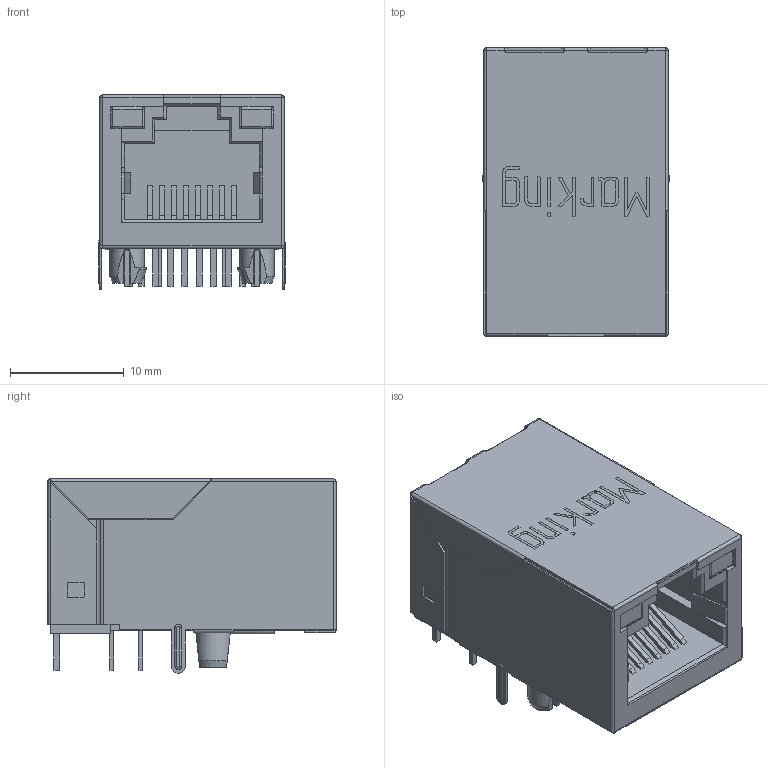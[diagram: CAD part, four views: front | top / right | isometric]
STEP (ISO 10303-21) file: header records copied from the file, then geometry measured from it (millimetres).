
FILE_DESCRIPTION(/* description */ ('Unknown'),/* implementation_level */ '2;1');
FILE_NAME(/* name */ 'T_Wurth_WE-RJ45LAN_7499110124',/* time_stamp */ '2025-08-21T14:57:26+08:00',/* author */ ('Unknown'),/* organization */ ('Unknown'),/* preprocessor_version */ 'ST-DEVELOPER v19.4',/* originating_system */ 'Solid Edge',/* authorisation */ 'Unknown');
FILE_SCHEMA (('AUTOMOTIVE_DESIGN {1 0 10303 214 3 1 1}'));
Length unit declared in the file: millimetre
Products named in the file (2): T_Wurth_WE-RJ45LAN_7499110124
Assembly tree (1 placements, depth 2):
  T_Wurth_WE-RJ45LAN_7499110124
    T_Wurth_WE-RJ45LAN_7499110124
Bounding box: 16.4 x 25.3 x 17.05 mm (x, y, z)
Volume: 4059.9 mm3; surface area: 3616.8 mm2
Topology: 1 solids, 1 shells, 576 faces, 1486 edges, 934 vertices
Faces by surface type: plane 403, cylinder 125, bspline 24, sphere 12, torus 8, cone 4
Full cylindrical faces by diameter (mm): 3 x2
Entity records: 21778 total; most frequent: CARTESIAN_POINT 3942, ORIENTED_EDGE 2948, DIRECTION 2690, EDGE_CURVE 1474, LINE 1010, VECTOR 1010, VERTEX_POINT 934, AXIS2_PLACEMENT_3D 840
